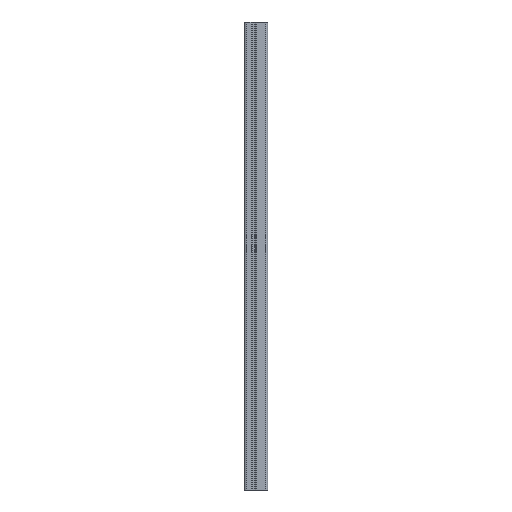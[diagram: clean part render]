
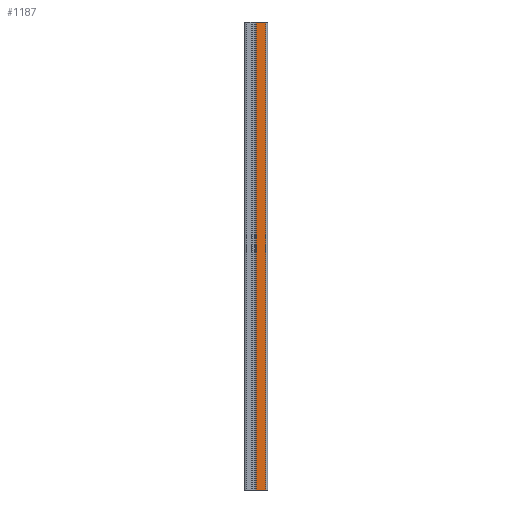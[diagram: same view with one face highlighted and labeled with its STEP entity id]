
A CAD part, front view. The second image highlights one B-rep face of the part: STEP entity #1187.
In plain terms, the highlighted planar face has unit normal (0, -1, 0).
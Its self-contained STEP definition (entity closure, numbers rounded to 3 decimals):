
#26=PLANE('',#1295);
#60=FACE_OUTER_BOUND('',#126,.T.);
#126=EDGE_LOOP('',(#881,#882,#883,#884));
#268=LINE('',#1825,#378);
#291=LINE('',#1928,#401);
#292=LINE('',#1931,#402);
#293=LINE('',#1932,#403);
#378=VECTOR('',#1444,20.5);
#401=VECTOR('',#1529,1000.);
#402=VECTOR('',#1532,20.5);
#403=VECTOR('',#1533,1000.);
#493=VERTEX_POINT('',#1822);
#494=VERTEX_POINT('',#1824);
#543=VERTEX_POINT('',#1926);
#544=VERTEX_POINT('',#1930);
#624=EDGE_CURVE('',#493,#494,#268,.T.);
#676=EDGE_CURVE('',#493,#543,#291,.T.);
#677=EDGE_CURVE('',#544,#543,#292,.T.);
#678=EDGE_CURVE('',#494,#544,#293,.T.);
#881=ORIENTED_EDGE('',*,*,#676,.T.);
#882=ORIENTED_EDGE('',*,*,#677,.F.);
#883=ORIENTED_EDGE('',*,*,#678,.F.);
#884=ORIENTED_EDGE('',*,*,#624,.F.);
#1187=ADVANCED_FACE('',(#60),#26,.T.);
#1295=AXIS2_PLACEMENT_3D('',#1929,#1530,#1531);
#1444=DIRECTION('',(-1.,0.,0.));
#1529=DIRECTION('',(0.,0.,1.));
#1530=DIRECTION('center_axis',(0.,-1.,0.));
#1531=DIRECTION('ref_axis',(1.,0.,0.));
#1532=DIRECTION('',(1.,0.,0.));
#1533=DIRECTION('',(0.,0.,1.));
#1822=CARTESIAN_POINT('',(42.,-38.,-500.));
#1824=CARTESIAN_POINT('',(21.5,-38.,-500.));
#1825=CARTESIAN_POINT('',(21.5,-38.,-500.));
#1926=CARTESIAN_POINT('',(42.,-38.,500.));
#1928=CARTESIAN_POINT('',(42.,-38.,0.));
#1929=CARTESIAN_POINT('Origin',(21.5,-38.,0.));
#1930=CARTESIAN_POINT('',(21.5,-38.,500.));
#1931=CARTESIAN_POINT('',(21.5,-38.,500.));
#1932=CARTESIAN_POINT('',(21.5,-38.,0.));
